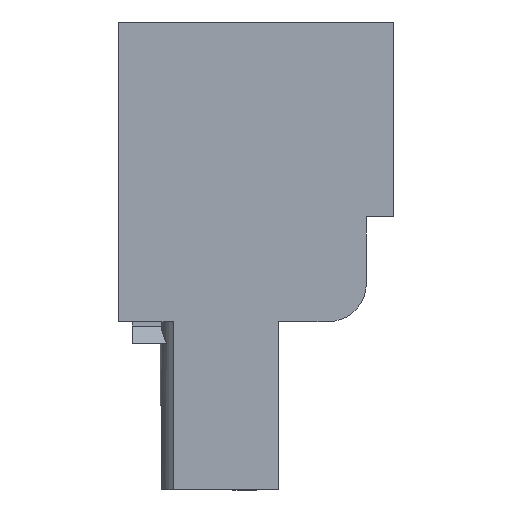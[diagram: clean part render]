
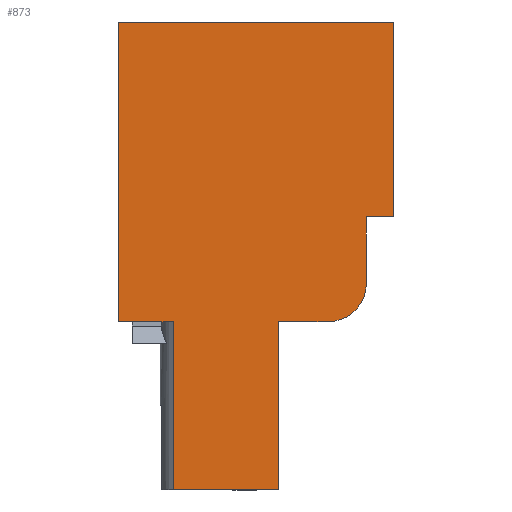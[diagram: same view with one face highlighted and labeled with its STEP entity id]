
A CAD part, left-side view. The second image highlights one B-rep face of the part: STEP entity #873.
In plain terms, the highlighted planar face has unit normal (-1, 0, 0).
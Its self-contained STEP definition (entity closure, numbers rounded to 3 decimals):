
#797=AXIS2_PLACEMENT_3D('Plane Axis2P3D',#794,#795,#796) ;
#810=AXIS2_PLACEMENT_3D('Circle Axis2P3D',#808,#809,$) ;
#507=CARTESIAN_POINT('Vertex',(0.1,0.,12.9)) ;
#510=CARTESIAN_POINT('Line Origine',(0.1,0.645,12.9)) ;
#514=CARTESIAN_POINT('Vertex',(0.1,1.29,12.9)) ;
#768=CARTESIAN_POINT('Line Origine',(0.1,1.29,11.325)) ;
#772=CARTESIAN_POINT('Vertex',(0.1,1.29,9.75)) ;
#794=CARTESIAN_POINT('Axis2P3D Location',(0.1,10.412,0.)) ;
#799=CARTESIAN_POINT('Line Origine',(0.1,4.27,7.95)) ;
#803=CARTESIAN_POINT('Vertex',(0.1,3.09,7.95)) ;
#805=CARTESIAN_POINT('Vertex',(0.1,5.45,7.95)) ;
#808=CARTESIAN_POINT('Axis2P3D Location',(0.1,3.09,9.75)) ;
#813=CARTESIAN_POINT('Line Origine',(0.1,0.,17.5)) ;
#817=CARTESIAN_POINT('Vertex',(0.1,0.,22.1)) ;
#820=CARTESIAN_POINT('Line Origine',(0.1,6.5,22.1)) ;
#824=CARTESIAN_POINT('Vertex',(0.1,13.,22.1)) ;
#827=CARTESIAN_POINT('Line Origine',(0.1,13.,15.025)) ;
#831=CARTESIAN_POINT('Vertex',(0.1,13.,7.95)) ;
#834=CARTESIAN_POINT('Line Origine',(0.1,11.706,7.95)) ;
#838=CARTESIAN_POINT('Vertex',(0.1,10.412,7.95)) ;
#841=CARTESIAN_POINT('Line Origine',(0.1,10.412,3.975)) ;
#845=CARTESIAN_POINT('Vertex',(0.1,10.412,0.)) ;
#848=CARTESIAN_POINT('Line Origine',(0.1,7.931,0.)) ;
#852=CARTESIAN_POINT('Vertex',(0.1,5.45,0.)) ;
#855=CARTESIAN_POINT('Line Origine',(0.1,5.45,3.975)) ;
#511=DIRECTION('Vector Direction',(0.,1.,0.)) ;
#769=DIRECTION('Vector Direction',(0.,0.,-1.)) ;
#795=DIRECTION('Axis2P3D Direction',(-1.,0.,0.)) ;
#796=DIRECTION('Axis2P3D XDirection',(0.,-1.,0.)) ;
#800=DIRECTION('Vector Direction',(0.,1.,0.)) ;
#809=DIRECTION('Axis2P3D Direction',(-1.,0.,0.)) ;
#814=DIRECTION('Vector Direction',(0.,0.,-1.)) ;
#821=DIRECTION('Vector Direction',(0.,-1.,0.)) ;
#828=DIRECTION('Vector Direction',(0.,0.,1.)) ;
#835=DIRECTION('Vector Direction',(0.,1.,0.)) ;
#842=DIRECTION('Vector Direction',(0.,0.,1.)) ;
#849=DIRECTION('Vector Direction',(0.,-1.,0.)) ;
#856=DIRECTION('Vector Direction',(0.,0.,1.)) ;
#512=VECTOR('Line Direction',#511,1.) ;
#770=VECTOR('Line Direction',#769,1.) ;
#801=VECTOR('Line Direction',#800,1.) ;
#815=VECTOR('Line Direction',#814,1.) ;
#822=VECTOR('Line Direction',#821,1.) ;
#829=VECTOR('Line Direction',#828,1.) ;
#836=VECTOR('Line Direction',#835,1.) ;
#843=VECTOR('Line Direction',#842,1.) ;
#850=VECTOR('Line Direction',#849,1.) ;
#857=VECTOR('Line Direction',#856,1.) ;
#861=ORIENTED_EDGE('',*,*,#807,.F.) ;
#862=ORIENTED_EDGE('',*,*,#812,.T.) ;
#863=ORIENTED_EDGE('',*,*,#774,.F.) ;
#864=ORIENTED_EDGE('',*,*,#516,.F.) ;
#865=ORIENTED_EDGE('',*,*,#819,.F.) ;
#866=ORIENTED_EDGE('',*,*,#826,.F.) ;
#867=ORIENTED_EDGE('',*,*,#833,.F.) ;
#868=ORIENTED_EDGE('',*,*,#840,.F.) ;
#869=ORIENTED_EDGE('',*,*,#847,.F.) ;
#870=ORIENTED_EDGE('',*,*,#854,.F.) ;
#871=ORIENTED_EDGE('',*,*,#859,.T.) ;
#873=ADVANCED_FACE('HOUSING',(#872),#798,.T.) ;
#811=CIRCLE('generated circle',#810,1.8) ;
#516=EDGE_CURVE('',#508,#515,#513,.T.) ;
#774=EDGE_CURVE('',#515,#773,#771,.T.) ;
#807=EDGE_CURVE('',#804,#806,#802,.T.) ;
#812=EDGE_CURVE('',#804,#773,#811,.T.) ;
#819=EDGE_CURVE('',#818,#508,#816,.T.) ;
#826=EDGE_CURVE('',#825,#818,#823,.T.) ;
#833=EDGE_CURVE('',#832,#825,#830,.T.) ;
#840=EDGE_CURVE('',#839,#832,#837,.T.) ;
#847=EDGE_CURVE('',#846,#839,#844,.T.) ;
#854=EDGE_CURVE('',#853,#846,#851,.F.) ;
#859=EDGE_CURVE('',#853,#806,#858,.T.) ;
#860=EDGE_LOOP('',(#861,#862,#863,#864,#865,#866,#867,#868,#869,#870,#871)) ;
#872=FACE_OUTER_BOUND('',#860,.T.) ;
#513=LINE('Line',#510,#512) ;
#771=LINE('Line',#768,#770) ;
#802=LINE('Line',#799,#801) ;
#816=LINE('Line',#813,#815) ;
#823=LINE('Line',#820,#822) ;
#830=LINE('Line',#827,#829) ;
#837=LINE('Line',#834,#836) ;
#844=LINE('Line',#841,#843) ;
#851=LINE('Line',#848,#850) ;
#858=LINE('Line',#855,#857) ;
#798=PLANE('',#797) ;
#508=VERTEX_POINT('',#507) ;
#515=VERTEX_POINT('',#514) ;
#773=VERTEX_POINT('',#772) ;
#804=VERTEX_POINT('',#803) ;
#806=VERTEX_POINT('',#805) ;
#818=VERTEX_POINT('',#817) ;
#825=VERTEX_POINT('',#824) ;
#832=VERTEX_POINT('',#831) ;
#839=VERTEX_POINT('',#838) ;
#846=VERTEX_POINT('',#845) ;
#853=VERTEX_POINT('',#852) ;
